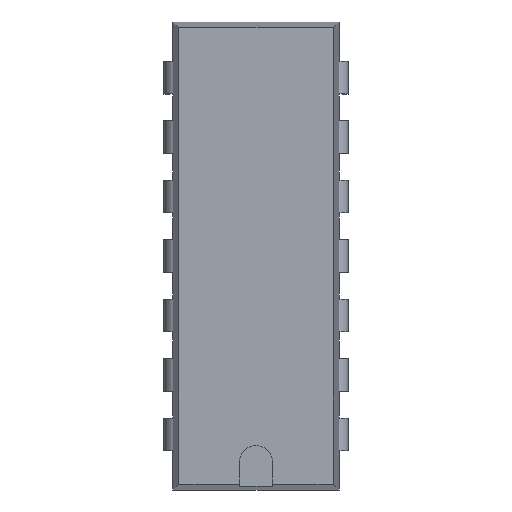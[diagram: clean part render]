
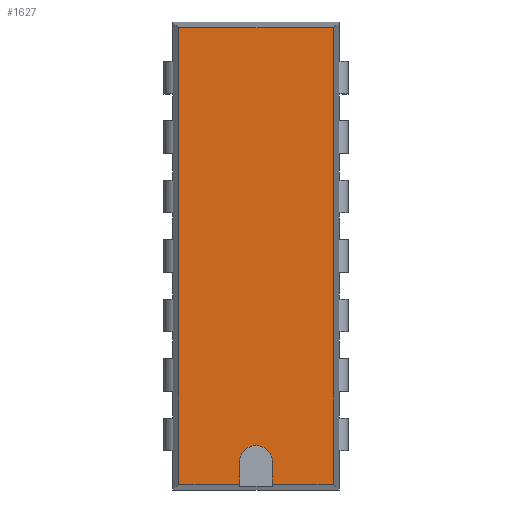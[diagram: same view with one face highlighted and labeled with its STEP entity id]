
A CAD part, top view. The second image highlights one B-rep face of the part: STEP entity #1627.
In plain terms, the highlighted planar face has unit normal (0, 0, 1).
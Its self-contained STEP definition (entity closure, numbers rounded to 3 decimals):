
#1610 = VERTEX_POINT ( 'NONE', #4711 ) ;
#1611 = ORIENTED_EDGE ( 'NONE', *, *, #1620, .T. ) ;
#1612 = VERTEX_POINT ( 'NONE', #4710 ) ;
#1613 = EDGE_CURVE ( 'NONE', #1621, #1614, #4709, .T. ) ;
#1614 = VERTEX_POINT ( 'NONE', #4704 ) ;
#1615 = EDGE_CURVE ( 'NONE', #1630, #1621, #4703, .T. ) ;
#1616 = ORIENTED_EDGE ( 'NONE', *, *, #1613, .T. ) ;
#1617 = ORIENTED_EDGE ( 'NONE', *, *, #1618, .T. ) ;
#1618 = EDGE_CURVE ( 'NONE', #1612, #1668, #4699, .T. ) ;
#1619 = ORIENTED_EDGE ( 'NONE', *, *, #1615, .T. ) ;
#1620 = EDGE_CURVE ( 'NONE', #1614, #1612, #4695, .T. ) ;
#1621 = VERTEX_POINT ( 'NONE', #4691 ) ;
#1624 = EDGE_LOOP ( 'NONE', ( #1628, #1619, #1616, #1611, #1617, #1675, #1671, #1673 ) ) ;
#1626 = VERTEX_POINT ( 'NONE', #4686 ) ;
#1627 = ADVANCED_FACE ( 'NONE', ( #4685 ), #4728, .T. ) ;
#1628 = ORIENTED_EDGE ( 'NONE', *, *, #1629, .T. ) ;
#1629 = EDGE_CURVE ( 'NONE', #1626, #1630, #4726, .T. ) ;
#1630 = VERTEX_POINT ( 'NONE', #4719 ) ;
#1668 = VERTEX_POINT ( 'NONE', #4786 ) ;
#1669 = EDGE_CURVE ( 'NONE', #1610, #1668, #4785, .T. ) ;
#1670 = VERTEX_POINT ( 'NONE', #4781 ) ;
#1671 = ORIENTED_EDGE ( 'NONE', *, *, #1672, .F. ) ;
#1672 = EDGE_CURVE ( 'NONE', #1670, #1610, #4780, .T. ) ;
#1673 = ORIENTED_EDGE ( 'NONE', *, *, #1674, .T. ) ;
#1674 = EDGE_CURVE ( 'NONE', #1670, #1626, #4776, .T. ) ;
#1675 = ORIENTED_EDGE ( 'NONE', *, *, #1669, .F. ) ;
#4685 = FACE_OUTER_BOUND ( 'NONE', #1624, .T. ) ;
#4686 = CARTESIAN_POINT ( 'NONE',  ( -3.3, -9.75, 5.1 ) ) ;
#4691 = CARTESIAN_POINT ( 'NONE',  ( -0.7, -8.8, 5.1 ) ) ;
#4692 = DIRECTION ( 'NONE',  ( 0., -1., 0. ) ) ;
#4693 = VECTOR ( 'NONE', #4692, 1000. ) ;
#4694 = CARTESIAN_POINT ( 'NONE',  ( 0.7, -8.8, 5.1 ) ) ;
#4695 = LINE ( 'NONE', #4694, #4693 ) ;
#4696 = DIRECTION ( 'NONE',  ( 1., 0., 0. ) ) ;
#4697 = VECTOR ( 'NONE', #4696, 1000. ) ;
#4698 = CARTESIAN_POINT ( 'NONE',  ( -3.55, -9.75, 5.1 ) ) ;
#4699 = LINE ( 'NONE', #4698, #4697 ) ;
#4700 = DIRECTION ( 'NONE',  ( 0., 1., 0. ) ) ;
#4701 = VECTOR ( 'NONE', #4700, 1000. ) ;
#4702 = CARTESIAN_POINT ( 'NONE',  ( -0.7, -10., 5.1 ) ) ;
#4703 = LINE ( 'NONE', #4702, #4701 ) ;
#4704 = CARTESIAN_POINT ( 'NONE',  ( 0.7, -8.8, 5.1 ) ) ;
#4705 = DIRECTION ( 'NONE',  ( -1., 0., 0. ) ) ;
#4706 = DIRECTION ( 'NONE',  ( 0., 0., -1. ) ) ;
#4707 = CARTESIAN_POINT ( 'NONE',  ( 0., -8.8, 5.1 ) ) ;
#4708 = AXIS2_PLACEMENT_3D ( 'NONE', #4707, #4706, #4705 ) ;
#4709 = CIRCLE ( 'NONE', #4708, 0.7 ) ;
#4710 = CARTESIAN_POINT ( 'NONE',  ( 0.7, -9.75, 5.1 ) ) ;
#4711 = CARTESIAN_POINT ( 'NONE',  ( 3.3, 9.75, 5.1 ) ) ;
#4719 = CARTESIAN_POINT ( 'NONE',  ( -0.7, -9.75, 5.1 ) ) ;
#4720 = DIRECTION ( 'NONE',  ( 1., 0., 0. ) ) ;
#4721 = VECTOR ( 'NONE', #4720, 1000. ) ;
#4722 = CARTESIAN_POINT ( 'NONE',  ( -3.55, -9.75, 5.1 ) ) ;
#4723 = DIRECTION ( 'NONE',  ( 1., 0., 0. ) ) ;
#4724 = DIRECTION ( 'NONE',  ( 0., 0., 1. ) ) ;
#4725 = AXIS2_PLACEMENT_3D ( 'NONE', #4727, #4724, #4723 ) ;
#4726 = LINE ( 'NONE', #4722, #4721 ) ;
#4727 = CARTESIAN_POINT ( 'NONE',  ( 3.3, 10., 5.1 ) ) ;
#4728 = PLANE ( 'NONE',  #4725 ) ;
#4773 = DIRECTION ( 'NONE',  ( 0., -1., 0. ) ) ;
#4774 = VECTOR ( 'NONE', #4773, 1000. ) ;
#4775 = CARTESIAN_POINT ( 'NONE',  ( -3.3, 10., 5.1 ) ) ;
#4776 = LINE ( 'NONE', #4775, #4774 ) ;
#4777 = DIRECTION ( 'NONE',  ( 1., 0., 0. ) ) ;
#4778 = VECTOR ( 'NONE', #4777, 1000. ) ;
#4779 = CARTESIAN_POINT ( 'NONE',  ( -3.55, 9.75, 5.1 ) ) ;
#4780 = LINE ( 'NONE', #4779, #4778 ) ;
#4781 = CARTESIAN_POINT ( 'NONE',  ( -3.3, 9.75, 5.1 ) ) ;
#4782 = DIRECTION ( 'NONE',  ( 0., -1., 0. ) ) ;
#4783 = VECTOR ( 'NONE', #4782, 1000. ) ;
#4784 = CARTESIAN_POINT ( 'NONE',  ( 3.3, 10., 5.1 ) ) ;
#4785 = LINE ( 'NONE', #4784, #4783 ) ;
#4786 = CARTESIAN_POINT ( 'NONE',  ( 3.3, -9.75, 5.1 ) ) ;
